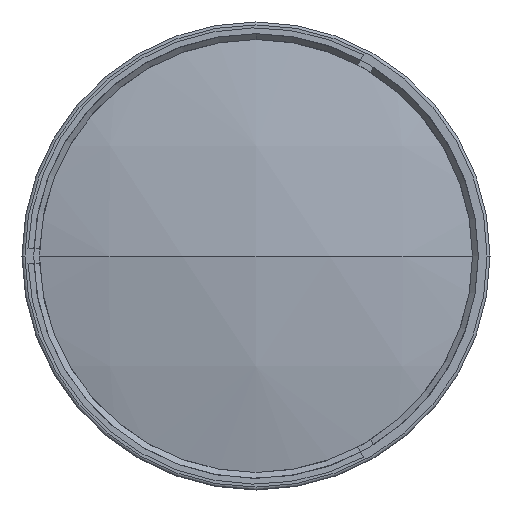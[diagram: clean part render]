
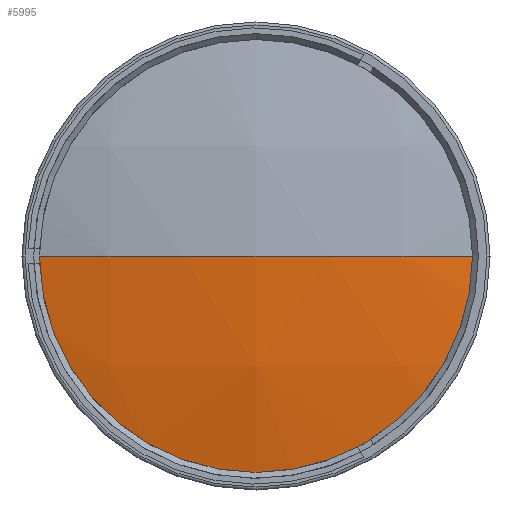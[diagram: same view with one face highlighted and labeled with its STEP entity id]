
A CAD part, left-side view. The second image highlights one B-rep face of the part: STEP entity #5995.
In plain terms, the highlighted spherical face has radius 161 mm.
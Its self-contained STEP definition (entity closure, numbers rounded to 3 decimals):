
#372 = VERTEX_POINT ( 'NONE', #8165 ) ;
#926 = ORIENTED_EDGE ( 'NONE', *, *, #3881, .F. ) ;
#986 = CIRCLE ( 'NONE', #2072, 161. ) ;
#1259 = CARTESIAN_POINT ( 'NONE',  ( -4.23, 0., 0. ) ) ;
#1276 = DIRECTION ( 'NONE',  ( 0., 0., -1. ) ) ;
#1381 = AXIS2_PLACEMENT_3D ( 'NONE', #3404, #7975, #4047 ) ;
#2057 = ORIENTED_EDGE ( 'NONE', *, *, #2118, .T. ) ;
#2072 = AXIS2_PLACEMENT_3D ( 'NONE', #2664, #7252, #3337 ) ;
#2118 = EDGE_CURVE ( 'NONE', #8025, #372, #8273, .T. ) ;
#2122 = CARTESIAN_POINT ( 'NONE',  ( -4.23, 0., 0. ) ) ;
#2495 = CIRCLE ( 'NONE', #5070, 161. ) ;
#2664 = CARTESIAN_POINT ( 'NONE',  ( -4.23, 0., 0. ) ) ;
#2757 = SPHERICAL_SURFACE ( 'NONE', #5597, 161. ) ;
#2783 = DIRECTION ( 'NONE',  ( 0., -1., 0. ) ) ;
#3215 = CARTESIAN_POINT ( 'NONE',  ( -160.802, 37.5, 0. ) ) ;
#3333 = VERTEX_POINT ( 'NONE', #7867 ) ;
#3337 = DIRECTION ( 'NONE',  ( 0., 1., 0. ) ) ;
#3388 = FACE_OUTER_BOUND ( 'NONE', #3766, .T. ) ;
#3404 = CARTESIAN_POINT ( 'NONE',  ( -160.802, 0., 0. ) ) ;
#3766 = EDGE_LOOP ( 'NONE', ( #2057, #5178, #926 ) ) ;
#3881 = EDGE_CURVE ( 'NONE', #8025, #3333, #2495, .T. ) ;
#4047 = DIRECTION ( 'NONE',  ( 0., 0., 1. ) ) ;
#5070 = AXIS2_PLACEMENT_3D ( 'NONE', #2122, #6684, #2783 ) ;
#5178 = ORIENTED_EDGE ( 'NONE', *, *, #7088, .T. ) ;
#5597 = AXIS2_PLACEMENT_3D ( 'NONE', #1259, #1276, #5839 ) ;
#5839 = DIRECTION ( 'NONE',  ( 0., 1., 0. ) ) ;
#5995 = ADVANCED_FACE ( 'NONE', ( #3388 ), #2757, .T. ) ;
#6684 = DIRECTION ( 'NONE',  ( 0., 0., 1. ) ) ;
#7088 = EDGE_CURVE ( 'NONE', #372, #3333, #986, .T. ) ;
#7252 = DIRECTION ( 'NONE',  ( 0., 0., -1. ) ) ;
#7867 = CARTESIAN_POINT ( 'NONE',  ( -165.23, 0., 0. ) ) ;
#7975 = DIRECTION ( 'NONE',  ( -1., 0., 0. ) ) ;
#8025 = VERTEX_POINT ( 'NONE', #3215 ) ;
#8165 = CARTESIAN_POINT ( 'NONE',  ( -160.802, -37.5, 0. ) ) ;
#8273 = CIRCLE ( 'NONE', #1381, 37.5 ) ;
